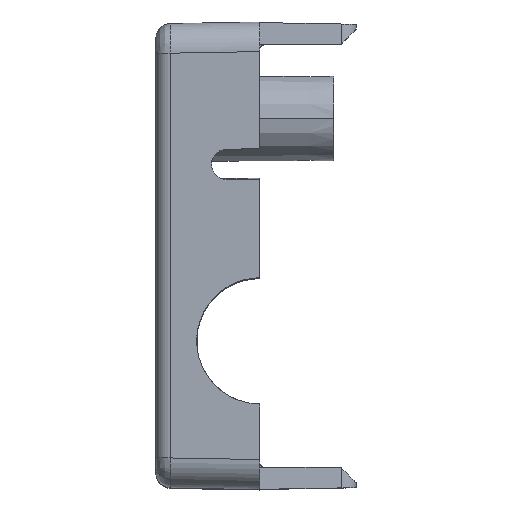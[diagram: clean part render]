
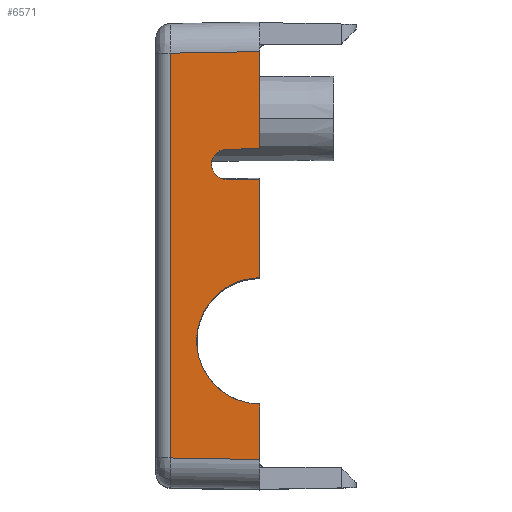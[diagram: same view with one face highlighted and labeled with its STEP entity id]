
A CAD part, top view. The second image highlights one B-rep face of the part: STEP entity #6571.
In plain terms, the highlighted planar face has unit normal (-0.018, 0, 1).
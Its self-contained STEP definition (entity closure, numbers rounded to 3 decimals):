
#180 = VERTEX_POINT ( 'NONE', #5595 ) ;
#217 = EDGE_CURVE ( 'NONE', #180, #5600, #2737, .T. ) ;
#242 = DIRECTION ( 'NONE',  ( 0., -1., 0. ) ) ;
#256 = EDGE_CURVE ( 'NONE', #5596, #180, #6352, .T. ) ;
#293 = ORIENTED_EDGE ( 'NONE', *, *, #2195, .T. ) ;
#312 = DIRECTION ( 'NONE',  ( 1., -0.017, 0.017 ) ) ;
#363 = DIRECTION ( 'NONE',  ( 0., -1., 0. ) ) ;
#464 = CARTESIAN_POINT ( 'NONE',  ( -3.25, 11.883, 16.943 ) ) ;
#603 = CARTESIAN_POINT ( 'NONE',  ( -6.017, 19.395, 16.895 ) ) ;
#623 = CARTESIAN_POINT ( 'NONE',  ( -2.845, 12.907, 16.95 ) ) ;
#690 = CARTESIAN_POINT ( 'NONE',  ( -6.017, -7.895, 16.895 ) ) ;
#710 = LINE ( 'NONE', #7409, #8632 ) ;
#777 = AXIS2_PLACEMENT_3D ( 'NONE', #938, #1674, #6716 ) ;
#938 = CARTESIAN_POINT ( 'NONE',  ( 0., 21.5, 17. ) ) ;
#1044 = VECTOR ( 'NONE', #363, 1000. ) ;
#1192 = VERTEX_POINT ( 'NONE', #8130 ) ;
#1198 = ORIENTED_EDGE ( 'NONE', *, *, #7991, .T. ) ;
#1364 = CARTESIAN_POINT ( 'NONE',  ( -3.25, 11.917, 16.943 ) ) ;
#1527 = ORIENTED_EDGE ( 'NONE', *, *, #7280, .F. ) ;
#1671 = VERTEX_POINT ( 'NONE', #2971 ) ;
#1674 = DIRECTION ( 'NONE',  ( -0.017, 0., 1. ) ) ;
#1747 = LINE ( 'NONE', #2336, #7513 ) ;
#1769 = DIRECTION ( 'NONE',  ( -0.998, -0.052, -0.017 ) ) ;
#1831 = ORIENTED_EDGE ( 'NONE', *, *, #9276, .F. ) ;
#1891 = CARTESIAN_POINT ( 'NONE',  ( -7.896, 3.842, 16.862 ) ) ;
#1898 = EDGE_CURVE ( 'NONE', #7859, #4072, #5087, .T. ) ;
#2046 = ORIENTED_EDGE ( 'NONE', *, *, #9325, .F. ) ;
#2186 = ORIENTED_EDGE ( 'NONE', *, *, #1898, .F. ) ;
#2195 = EDGE_CURVE ( 'NONE', #9243, #4072, #7061, .T. ) ;
#2245 = DIRECTION ( 'NONE',  ( 0., 1., 0. ) ) ;
#2267 = VECTOR ( 'NONE', #2951, 1000. ) ;
#2336 = CARTESIAN_POINT ( 'NONE',  ( -6.017, 21.5, 16.895 ) ) ;
#2475 = CARTESIAN_POINT ( 'NONE',  ( -2.267, 10.883, 16.96 ) ) ;
#2599 = CARTESIAN_POINT ( 'NONE',  ( -7.896, -3.842, 16.862 ) ) ;
#2737 = LINE ( 'NONE', #4383, #4401 ) ;
#2837 = EDGE_CURVE ( 'NONE', #5600, #8753, #1747, .T. ) ;
#2951 = DIRECTION ( 'NONE',  ( 0., 1., 0. ) ) ;
#2952 = VECTOR ( 'NONE', #2245, 1000. ) ;
#2971 = CARTESIAN_POINT ( 'NONE',  ( 0., 10.843, 17. ) ) ;
#2989 = CARTESIAN_POINT ( 'NONE',  ( 0., 21.5, 17. ) ) ;
#2993 = VERTEX_POINT ( 'NONE', #3386 ) ;
#3058 = PLANE ( 'NONE',  #777 ) ;
#3117 = ORIENTED_EDGE ( 'NONE', *, *, #7108, .T. ) ;
#3262 = CARTESIAN_POINT ( 'NONE',  ( -0.592, 4.225, 16.99 ) ) ;
#3386 = CARTESIAN_POINT ( 'NONE',  ( 0., -8., 17. ) ) ;
#3491 = CARTESIAN_POINT ( 'NONE',  ( -2.267, 12.917, 16.96 ) ) ;
#3549 = VECTOR ( 'NONE', #7854, 1000. ) ;
#3587 = VERTEX_POINT ( 'NONE', #5347 ) ;
#3671 = CARTESIAN_POINT ( 'NONE',  ( 0., 21.5, 17. ) ) ;
#3695 = FACE_OUTER_BOUND ( 'NONE', #7201, .T. ) ;
#3794 = DIRECTION ( 'NONE',  ( 0.998, -0.052, 0.017 ) ) ;
#3989 = CARTESIAN_POINT ( 'NONE',  ( -2.845, 10.893, 16.95 ) ) ;
#4072 = VERTEX_POINT ( 'NONE', #7976 ) ;
#4211 = DIRECTION ( 'NONE',  ( -1., -0.017, -0.017 ) ) ;
#4222 =( BOUNDED_CURVE ( )  B_SPLINE_CURVE ( 3, ( #6204, #1891, #2599, #7676 ),
 .UNSPECIFIED., .F., .F. ) 
 B_SPLINE_CURVE_WITH_KNOTS ( ( 4, 4 ),
 ( 1.623, 4.66 ),
 .UNSPECIFIED. ) 
 CURVE ( )  GEOMETRIC_REPRESENTATION_ITEM ( )  RATIONAL_B_SPLINE_CURVE ( ( 1., 0.368, 0.368, 1. ) ) 
 REPRESENTATION_ITEM ( '' )  );
#4383 = CARTESIAN_POINT ( 'NONE',  ( 0.035, 19.501, 17.001 ) ) ;
#4401 = VECTOR ( 'NONE', #4211, 1000. ) ;
#4407 = CARTESIAN_POINT ( 'NONE',  ( -3.25, 11.917, 16.943 ) ) ;
#4551 = CARTESIAN_POINT ( 'NONE',  ( 0., 4.256, 17. ) ) ;
#5041 = ORIENTED_EDGE ( 'NONE', *, *, #5625, .F. ) ;
#5087 = LINE ( 'NONE', #8989, #1044 ) ;
#5243 = EDGE_CURVE ( 'NONE', #2993, #5753, #6720, .T. ) ;
#5281 = EDGE_CURVE ( 'NONE', #1192, #5753, #710, .T. ) ;
#5347 = CARTESIAN_POINT ( 'NONE',  ( -0.222, 4.244, 16.996 ) ) ;
#5348 = VERTEX_POINT ( 'NONE', #4551 ) ;
#5395 = ORIENTED_EDGE ( 'NONE', *, *, #8320, .T. ) ;
#5453 = LINE ( 'NONE', #6412, #3549 ) ;
#5459 = ORIENTED_EDGE ( 'NONE', *, *, #2837, .T. ) ;
#5549 = ORIENTED_EDGE ( 'NONE', *, *, #256, .T. ) ;
#5596 = VERTEX_POINT ( 'NONE', #7823 ) ;
#5595 = CARTESIAN_POINT ( 'NONE',  ( 0., 19.5, 17. ) ) ;
#5600 = VERTEX_POINT ( 'NONE', #603 ) ;
#5625 = EDGE_CURVE ( 'NONE', #9243, #1671, #5453, .T. ) ;
#5657 = CARTESIAN_POINT ( 'NONE',  ( -3.25, 12.495, 16.943 ) ) ;
#5753 = VERTEX_POINT ( 'NONE', #8792 ) ;
#5941 = CARTESIAN_POINT ( 'NONE',  ( -3.842, 12.89, 16.933 ) ) ;
#6058 = CARTESIAN_POINT ( 'NONE',  ( -0.515, -7.991, 16.991 ) ) ;
#6204 = CARTESIAN_POINT ( 'NONE',  ( -0.222, 4.244, 16.996 ) ) ;
#6352 = LINE ( 'NONE', #3671, #2267 ) ;
#6399 = CARTESIAN_POINT ( 'NONE',  ( -2.267, 12.917, 16.96 ) ) ;
#6412 = CARTESIAN_POINT ( 'NONE',  ( -3.842, 10.91, 16.933 ) ) ;
#6436 = VECTOR ( 'NONE', #1769, 1000. ) ;
#6571 = ADVANCED_FACE ( 'NONE', ( #3695 ), #3058, .T. ) ;
#6636 = CARTESIAN_POINT ( 'NONE',  ( 0., 21.5, 17. ) ) ;
#6716 = DIRECTION ( 'NONE',  ( 1., 0., 0.017 ) ) ;
#6720 = LINE ( 'NONE', #6636, #9085 ) ;
#7061 =( BOUNDED_CURVE ( )  B_SPLINE_CURVE ( 3, ( #9101, #3989, #8382, #464 ),
 .UNSPECIFIED., .F., .F. ) 
 B_SPLINE_CURVE_WITH_KNOTS ( ( 4, 4 ),
 ( 1.588, 3.142 ),
 .UNSPECIFIED. ) 
 CURVE ( )  GEOMETRIC_REPRESENTATION_ITEM ( )  RATIONAL_B_SPLINE_CURVE ( ( 1., 0.809, 0.809, 1. ) ) 
 REPRESENTATION_ITEM ( '' )  );
#7108 = EDGE_CURVE ( 'NONE', #7859, #8682, #8689, .T. ) ;
#7151 = VECTOR ( 'NONE', #312, 1000. ) ;
#7201 = EDGE_LOOP ( 'NONE', ( #9319, #5459, #1198, #8664, #8257, #2046, #1831, #5395, #5041, #293, #2186, #3117, #1527, #5549 ) ) ;
#7280 = EDGE_CURVE ( 'NONE', #5596, #8682, #7659, .T. ) ;
#7373 = DIRECTION ( 'NONE',  ( 0., 1., 0. ) ) ;
#7375 = LINE ( 'NONE', #6058, #7151 ) ;
#7409 = CARTESIAN_POINT ( 'NONE',  ( -0.592, -4.225, 16.99 ) ) ;
#7513 = VECTOR ( 'NONE', #242, 1000. ) ;
#7659 = LINE ( 'NONE', #5941, #9336 ) ;
#7676 = CARTESIAN_POINT ( 'NONE',  ( -0.222, -4.244, 16.996 ) ) ;
#7823 = CARTESIAN_POINT ( 'NONE',  ( 0., 12.957, 17. ) ) ;
#7854 = DIRECTION ( 'NONE',  ( 1., -0.017, 0.017 ) ) ;
#7859 = VERTEX_POINT ( 'NONE', #4407 ) ;
#7976 = CARTESIAN_POINT ( 'NONE',  ( -3.25, 11.883, 16.943 ) ) ;
#7991 = EDGE_CURVE ( 'NONE', #8753, #2993, #7375, .T. ) ;
#8107 = DIRECTION ( 'NONE',  ( -1., -0.017, -0.017 ) ) ;
#8130 = CARTESIAN_POINT ( 'NONE',  ( -0.222, -4.244, 16.996 ) ) ;
#8257 = ORIENTED_EDGE ( 'NONE', *, *, #5281, .F. ) ;
#8320 = EDGE_CURVE ( 'NONE', #5348, #1671, #8701, .T. ) ;
#8363 = LINE ( 'NONE', #3262, #6436 ) ;
#8382 = CARTESIAN_POINT ( 'NONE',  ( -3.25, 11.305, 16.943 ) ) ;
#8632 = VECTOR ( 'NONE', #3794, 1000. ) ;
#8664 = ORIENTED_EDGE ( 'NONE', *, *, #5243, .T. ) ;
#8682 = VERTEX_POINT ( 'NONE', #3491 ) ;
#8689 =( BOUNDED_CURVE ( )  B_SPLINE_CURVE ( 3, ( #1364, #5657, #623, #6399 ),
 .UNSPECIFIED., .F., .F. ) 
 B_SPLINE_CURVE_WITH_KNOTS ( ( 4, 4 ),
 ( 3.142, 4.695 ),
 .UNSPECIFIED. ) 
 CURVE ( )  GEOMETRIC_REPRESENTATION_ITEM ( )  RATIONAL_B_SPLINE_CURVE ( ( 1., 0.809, 0.809, 1. ) ) 
 REPRESENTATION_ITEM ( '' )  );
#8701 = LINE ( 'NONE', #2989, #2952 ) ;
#8753 = VERTEX_POINT ( 'NONE', #690 ) ;
#8792 = CARTESIAN_POINT ( 'NONE',  ( 0., -4.256, 17. ) ) ;
#8989 = CARTESIAN_POINT ( 'NONE',  ( -3.25, 12.9, 16.943 ) ) ;
#9085 = VECTOR ( 'NONE', #7373, 1000. ) ;
#9101 = CARTESIAN_POINT ( 'NONE',  ( -2.267, 10.883, 16.96 ) ) ;
#9243 = VERTEX_POINT ( 'NONE', #2475 ) ;
#9276 = EDGE_CURVE ( 'NONE', #5348, #3587, #8363, .T. ) ;
#9319 = ORIENTED_EDGE ( 'NONE', *, *, #217, .T. ) ;
#9325 = EDGE_CURVE ( 'NONE', #3587, #1192, #4222, .T. ) ;
#9336 = VECTOR ( 'NONE', #8107, 1000. ) ;
